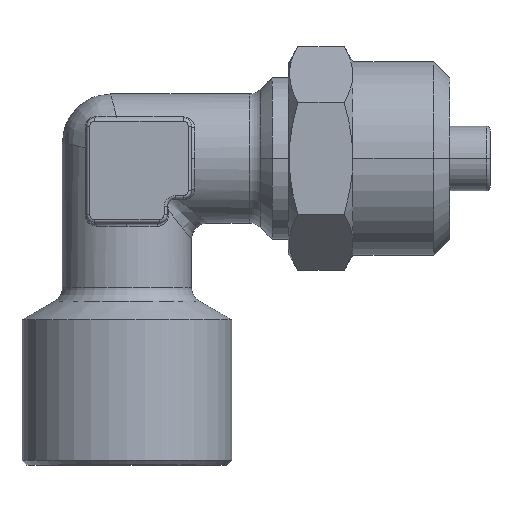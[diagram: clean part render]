
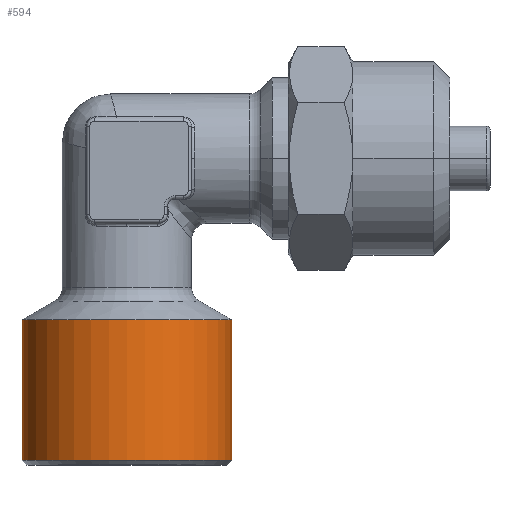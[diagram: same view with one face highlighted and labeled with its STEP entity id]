
A CAD part, top view. The second image highlights one B-rep face of the part: STEP entity #594.
In plain terms, the highlighted cylindrical face has radius 6.5 mm (diameter 13 mm), a partial arc.
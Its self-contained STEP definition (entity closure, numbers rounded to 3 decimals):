
#29 = EDGE_CURVE ( 'NONE', #4780, #4766, #246, .T. ) ;
#31 = EDGE_CURVE ( 'NONE', #4761, #4788, #258, .T. ) ;
#34 = EDGE_CURVE ( 'NONE', #4780, #4761, #4165, .T. ) ;
#156 = VECTOR ( 'NONE', #3822, 1000. ) ;
#201 = VECTOR ( 'NONE', #3826, 1000. ) ;
#246 = CIRCLE ( 'NONE', #281, 6.5 ) ;
#258 = CIRCLE ( 'NONE', #292, 6.5 ) ;
#265 = AXIS2_PLACEMENT_3D ( 'NONE', #3841, #3842, #3843 ) ;
#281 = AXIS2_PLACEMENT_3D ( 'NONE', #3807, #3808, #3809 ) ;
#292 = AXIS2_PLACEMENT_3D ( 'NONE', #3813, #3814, #3815 ) ;
#588 = EDGE_CURVE ( 'NONE', #4766, #4788, #4167, .T. ) ;
#594 = ADVANCED_FACE ( 'NONE', ( #4172 ), #4173, .T. ) ;
#656 = CARTESIAN_POINT ( 'NONE',  ( 6.5, -10., 0. ) ) ;
#1016 = EDGE_LOOP ( 'NONE', ( #1031, #1116, #1089, #1151 ) ) ;
#1031 = ORIENTED_EDGE ( 'NONE', *, *, #29, .T. ) ;
#1089 = ORIENTED_EDGE ( 'NONE', *, *, #31, .F. ) ;
#1116 = ORIENTED_EDGE ( 'NONE', *, *, #588, .T. ) ;
#1151 = ORIENTED_EDGE ( 'NONE', *, *, #34, .F. ) ;
#2029 = CARTESIAN_POINT ( 'NONE',  ( -6.5, -10., 0. ) ) ;
#2034 = CARTESIAN_POINT ( 'NONE',  ( 6.5, -18.7, 0. ) ) ;
#2048 = CARTESIAN_POINT ( 'NONE',  ( -6.5, -18.7, 0. ) ) ;
#3807 = CARTESIAN_POINT ( 'NONE',  ( 0., -18.7, 0. ) ) ;
#3808 = DIRECTION ( 'NONE',  ( 0., 1., 0. ) ) ;
#3809 = DIRECTION ( 'NONE',  ( -1., 0., 0. ) ) ;
#3813 = CARTESIAN_POINT ( 'NONE',  ( 0., -10., 0. ) ) ;
#3814 = DIRECTION ( 'NONE',  ( 0., 1., 0. ) ) ;
#3815 = DIRECTION ( 'NONE',  ( -1., 0., 0. ) ) ;
#3821 = CARTESIAN_POINT ( 'NONE',  ( -6.5, 2.604, 0. ) ) ;
#3822 = DIRECTION ( 'NONE',  ( 0., 1., 0. ) ) ;
#3825 = CARTESIAN_POINT ( 'NONE',  ( 6.5, 2.604, 0. ) ) ;
#3826 = DIRECTION ( 'NONE',  ( 0., 1., 0. ) ) ;
#3841 = CARTESIAN_POINT ( 'NONE',  ( 0., 2.604, 0. ) ) ;
#3842 = DIRECTION ( 'NONE',  ( 0., 1., 0. ) ) ;
#3843 = DIRECTION ( 'NONE',  ( -1., 0., 0. ) ) ;
#4165 = LINE ( 'NONE', #3821, #156 ) ;
#4167 = LINE ( 'NONE', #3825, #201 ) ;
#4172 = FACE_OUTER_BOUND ( 'NONE', #1016, .T. ) ;
#4173 = CYLINDRICAL_SURFACE ( 'NONE', #265, 6.5 ) ;
#4761 = VERTEX_POINT ( 'NONE', #2029 ) ;
#4766 = VERTEX_POINT ( 'NONE', #2034 ) ;
#4780 = VERTEX_POINT ( 'NONE', #2048 ) ;
#4788 = VERTEX_POINT ( 'NONE', #656 ) ;
